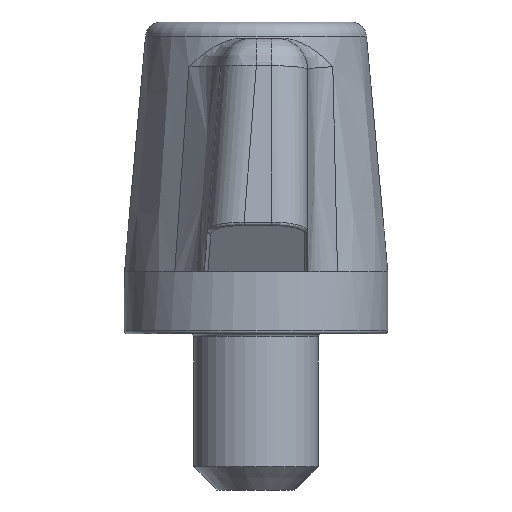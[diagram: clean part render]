
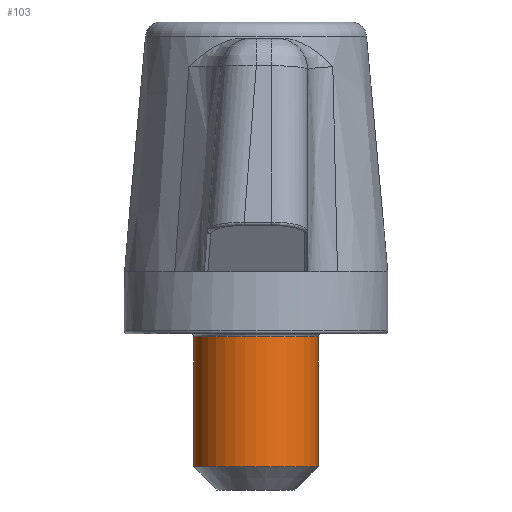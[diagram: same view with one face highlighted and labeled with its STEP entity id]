
A CAD part, front view. The second image highlights one B-rep face of the part: STEP entity #103.
In plain terms, the highlighted cylindrical face has radius 4 mm (diameter 8 mm), a full revolution.
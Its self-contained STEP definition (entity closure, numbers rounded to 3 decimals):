
#103 = ADVANCED_FACE( '', ( #249, #250 ), #251, .T. );
#249 = FACE_OUTER_BOUND( '', #867, .T. );
#250 = FACE_OUTER_BOUND( '', #868, .T. );
#251 = CYLINDRICAL_SURFACE( '', #869, 4. );
#867 = EDGE_LOOP( '', ( #1681 ) );
#868 = EDGE_LOOP( '', ( #1682 ) );
#869 = AXIS2_PLACEMENT_3D( '', #1683, #1684, #1685 );
#1681 = ORIENTED_EDGE( '', *, *, #2095, .T. );
#1682 = ORIENTED_EDGE( '', *, *, #2096, .T. );
#1683 = CARTESIAN_POINT( '', ( 0., 0., -10. ) );
#1684 = DIRECTION( '', ( 0., 0., -1. ) );
#1685 = DIRECTION( '', ( 1., 0., 0. ) );
#2095 = EDGE_CURVE( '', #2310, #2310, #2311, .F. );
#2096 = EDGE_CURVE( '', #2312, #2312, #2313, .F. );
#2310 = VERTEX_POINT( '', #2759 );
#2311 = CIRCLE( '', #2760, 4. );
#2312 = VERTEX_POINT( '', #2761 );
#2313 = CIRCLE( '', #2762, 4. );
#2759 = CARTESIAN_POINT( '', ( 4., 0., -0.183 ) );
#2760 = AXIS2_PLACEMENT_3D( '', #3299, #3300, #3301 );
#2761 = CARTESIAN_POINT( '', ( -4., 0., -8.5 ) );
#2762 = AXIS2_PLACEMENT_3D( '', #3302, #3303, #3304 );
#3299 = CARTESIAN_POINT( '', ( 0., 0., -0.183 ) );
#3300 = DIRECTION( '', ( 0., 0., 1. ) );
#3301 = DIRECTION( '', ( 1., 0., 0. ) );
#3302 = CARTESIAN_POINT( '', ( 0., 0., -8.5 ) );
#3303 = DIRECTION( '', ( 0., 0., -1. ) );
#3304 = DIRECTION( '', ( -1., 0., 0. ) );
